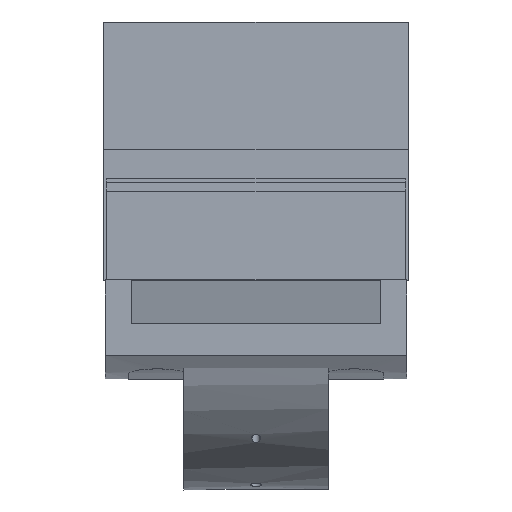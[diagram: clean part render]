
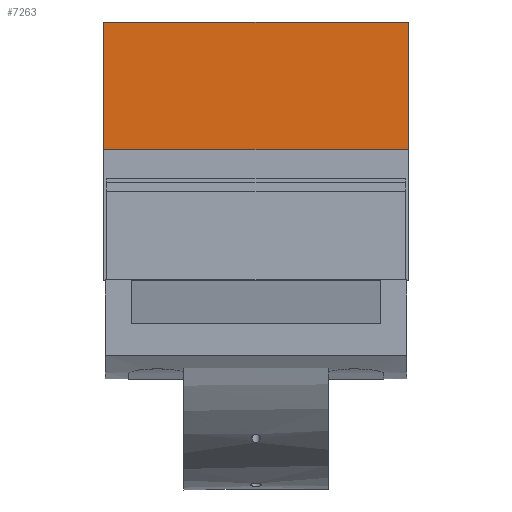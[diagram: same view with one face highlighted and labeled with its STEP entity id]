
A CAD part, top view. The second image highlights one B-rep face of the part: STEP entity #7263.
In plain terms, the highlighted face is planar.
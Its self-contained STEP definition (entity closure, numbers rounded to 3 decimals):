
#353=PLANE('',#7699);
#1187=LINE('',#11340,#2066);
#1226=LINE('',#11417,#2105);
#1233=LINE('',#11431,#2112);
#1234=LINE('',#11433,#2113);
#2066=VECTOR('',#9248,1000.);
#2105=VECTOR('',#9293,1000.);
#2112=VECTOR('',#9310,1000.);
#2113=VECTOR('',#9311,1000.);
#3946=ORIENTED_EDGE('',*,*,#4985,.T.);
#3947=ORIENTED_EDGE('',*,*,#4992,.F.);
#3948=ORIENTED_EDGE('',*,*,#4993,.F.);
#3949=ORIENTED_EDGE('',*,*,#4946,.T.);
#4946=EDGE_CURVE('',#5622,#5621,#1187,.T.);
#4985=EDGE_CURVE('',#5621,#5656,#1226,.T.);
#4992=EDGE_CURVE('',#5659,#5656,#1233,.T.);
#4993=EDGE_CURVE('',#5622,#5659,#1234,.T.);
#5621=VERTEX_POINT('',#11339);
#5622=VERTEX_POINT('',#11341);
#5656=VERTEX_POINT('',#11416);
#5659=VERTEX_POINT('',#11432);
#6076=EDGE_LOOP('',(#3946,#3947,#3948,#3949));
#6441=FACE_BOUND('',#6076,.T.);
#7263=ADVANCED_FACE('',(#6441),#353,.F.);
#7699=AXIS2_PLACEMENT_3D('',#11430,#9308,#9309);
#9248=DIRECTION('',(0.,0.,-1.));
#9293=DIRECTION('',(-1.,0.,0.));
#9308=DIRECTION('',(0.,-1.,0.));
#9309=DIRECTION('',(0.,0.,-1.));
#9310=DIRECTION('',(0.,0.,-1.));
#9311=DIRECTION('',(-1.,0.,0.));
#11339=CARTESIAN_POINT('',(16.,0.,-52.5));
#11340=CARTESIAN_POINT('',(16.,0.,52.5));
#11341=CARTESIAN_POINT('',(16.,0.,52.5));
#11416=CARTESIAN_POINT('',(-28.,0.,-52.5));
#11417=CARTESIAN_POINT('',(16.,0.,-52.5));
#11430=CARTESIAN_POINT('',(16.,0.,52.5));
#11431=CARTESIAN_POINT('',(-28.,0.,52.5));
#11432=CARTESIAN_POINT('',(-28.,0.,52.5));
#11433=CARTESIAN_POINT('',(16.,0.,52.5));
